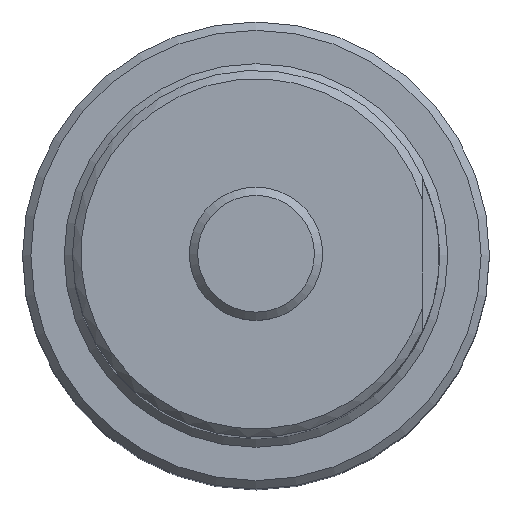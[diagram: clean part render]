
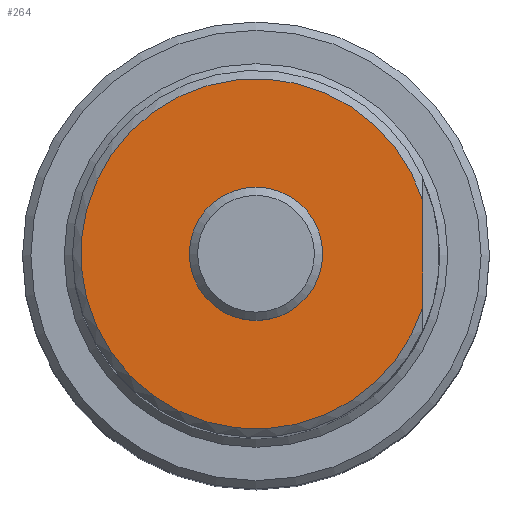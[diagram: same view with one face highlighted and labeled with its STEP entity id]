
A CAD part, top view. The second image highlights one B-rep face of the part: STEP entity #264.
In plain terms, the highlighted planar face has unit normal (0, 0, 1).
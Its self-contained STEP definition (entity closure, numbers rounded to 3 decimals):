
#27=FACE_BOUND('',#84,.T.);
#57=FACE_OUTER_BOUND('',#83,.T.);
#83=EDGE_LOOP('',(#216,#217));
#84=EDGE_LOOP('',(#218));
#116=LINE('',#434,#120);
#120=VECTOR('',#336,6.403);
#127=CIRCLE('',#293,4.);
#128=CIRCLE('',#295,10.5);
#146=VERTEX_POINT('',#429);
#147=VERTEX_POINT('',#433);
#152=VERTEX_POINT('',#451);
#171=EDGE_CURVE('',#147,#146,#116,.T.);
#178=EDGE_CURVE('',#152,#152,#127,.T.);
#179=EDGE_CURVE('',#147,#146,#128,.T.);
#216=ORIENTED_EDGE('',*,*,#171,.T.);
#217=ORIENTED_EDGE('',*,*,#179,.F.);
#218=ORIENTED_EDGE('',*,*,#178,.T.);
#251=PLANE('',#296);
#264=ADVANCED_FACE('',(#57,#27),#251,.T.);
#293=AXIS2_PLACEMENT_3D('',#452,#354,#355);
#295=AXIS2_PLACEMENT_3D('',#454,#358,#359);
#296=AXIS2_PLACEMENT_3D('',#455,#360,#361);
#336=DIRECTION('',(0.,1.,0.));
#354=DIRECTION('center_axis',(0.,0.,-1.));
#355=DIRECTION('ref_axis',(1.,0.,0.));
#358=DIRECTION('center_axis',(0.,0.,-1.));
#359=DIRECTION('ref_axis',(1.,0.,0.));
#360=DIRECTION('center_axis',(0.,0.,1.));
#361=DIRECTION('ref_axis',(1.,0.,0.));
#429=CARTESIAN_POINT('',(10.,3.202,56.));
#433=CARTESIAN_POINT('',(10.,-3.202,56.));
#434=CARTESIAN_POINT('',(10.,-12.509,56.));
#451=CARTESIAN_POINT('',(-4.,0.,56.));
#452=CARTESIAN_POINT('Origin',(0.,0.,56.));
#454=CARTESIAN_POINT('Origin',(0.,0.,56.));
#455=CARTESIAN_POINT('Origin',(-11.,0.,56.));
